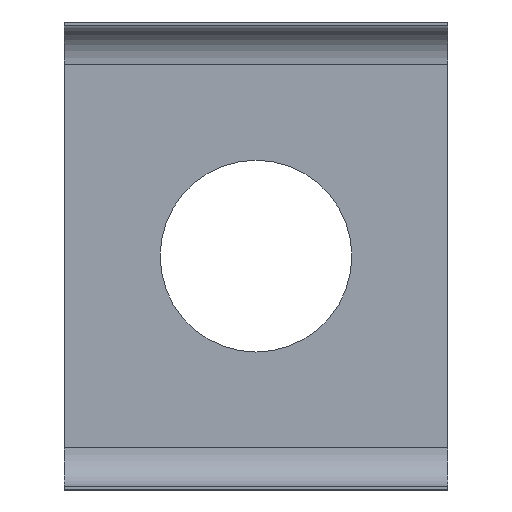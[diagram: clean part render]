
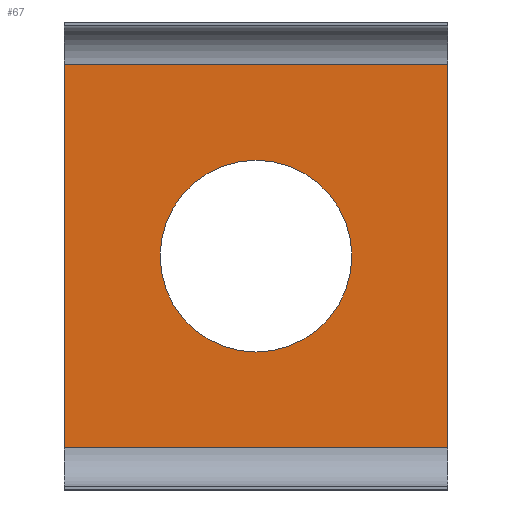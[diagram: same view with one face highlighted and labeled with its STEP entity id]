
A CAD part, top view. The second image highlights one B-rep face of the part: STEP entity #67.
In plain terms, the highlighted planar face has unit normal (0, 0, 1).
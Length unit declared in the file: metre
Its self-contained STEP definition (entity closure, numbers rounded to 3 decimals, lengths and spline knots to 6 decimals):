
#67 = ADVANCED_FACE( '', ( #130, #131 ), #132, .T. );
#130 = FACE_BOUND( '', #185, .T. );
#131 = FACE_OUTER_BOUND( '', #186, .T. );
#132 = PLANE( '', #187 );
#185 = EDGE_LOOP( '', ( #317 ) );
#186 = EDGE_LOOP( '', ( #318, #319, #320, #321 ) );
#187 = AXIS2_PLACEMENT_3D( '', #322, #323, #324 );
#317 = ORIENTED_EDGE( '', *, *, #358, .F. );
#318 = ORIENTED_EDGE( '', *, *, #360, .F. );
#319 = ORIENTED_EDGE( '', *, *, #337, .F. );
#320 = ORIENTED_EDGE( '', *, *, #372, .F. );
#321 = ORIENTED_EDGE( '', *, *, #350, .T. );
#322 = CARTESIAN_POINT( '', ( 0., -0.025, 0. ) );
#323 = DIRECTION( '', ( 0., 0., 1. ) );
#324 = DIRECTION( '', ( 0., -1., 0. ) );
#337 = EDGE_CURVE( '', #397, #399, #400, .T. );
#350 = EDGE_CURVE( '', #415, #417, #419, .T. );
#358 = EDGE_CURVE( '', #432, #432, #433, .T. );
#360 = EDGE_CURVE( '', #399, #417, #435, .F. );
#372 = EDGE_CURVE( '', #415, #397, #451, .T. );
#397 = VERTEX_POINT( '', #484 );
#399 = VERTEX_POINT( '', #486 );
#400 = LINE( '', #487, #488 );
#415 = VERTEX_POINT( '', #509 );
#417 = VERTEX_POINT( '', #511 );
#419 = LINE( '', #513, #514 );
#432 = VERTEX_POINT( '', #529 );
#433 = CIRCLE( '', #530, 0.025 );
#435 = LINE( '', #532, #533 );
#451 = LINE( '', #556, #557 );
#484 = CARTESIAN_POINT( '', ( 0., 0.05, 0. ) );
#486 = CARTESIAN_POINT( '', ( 0.1, 0.05, 0. ) );
#487 = CARTESIAN_POINT( '', ( 0., 0.05, 0. ) );
#488 = VECTOR( '', #575, 1. );
#509 = CARTESIAN_POINT( '', ( 0., -0.05, 0. ) );
#511 = CARTESIAN_POINT( '', ( 0.1, -0.05, 0. ) );
#513 = CARTESIAN_POINT( '', ( 0., -0.05, 0. ) );
#514 = VECTOR( '', #591, 1. );
#529 = CARTESIAN_POINT( '', ( 0.075, 0., 0. ) );
#530 = AXIS2_PLACEMENT_3D( '', #603, #604, #605 );
#532 = CARTESIAN_POINT( '', ( 0.1, 0., 0. ) );
#533 = VECTOR( '', #606, 1. );
#556 = CARTESIAN_POINT( '', ( 0., 0.025, 0. ) );
#557 = VECTOR( '', #617, 1. );
#575 = DIRECTION( '', ( 1., 0., 0. ) );
#591 = DIRECTION( '', ( 1., 0., 0. ) );
#603 = CARTESIAN_POINT( '', ( 0.05, 0., 0. ) );
#604 = DIRECTION( '', ( 0., 0., 1. ) );
#605 = DIRECTION( '', ( 1., 0., 0. ) );
#606 = DIRECTION( '', ( 0., 1., 0. ) );
#617 = DIRECTION( '', ( 0., 1., 0. ) );
